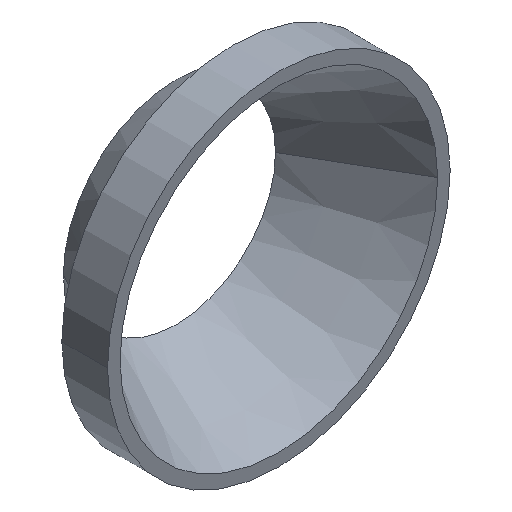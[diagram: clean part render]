
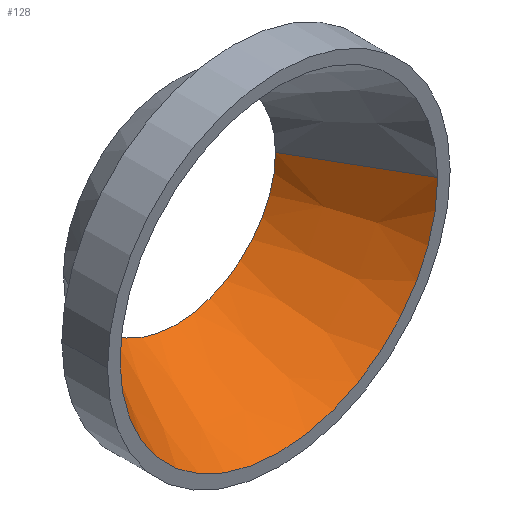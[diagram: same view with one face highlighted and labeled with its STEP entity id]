
A CAD part, isometric view. The second image highlights one B-rep face of the part: STEP entity #128.
In plain terms, the highlighted conical face has half-angle 30 degrees and reference radius 5.774 mm.
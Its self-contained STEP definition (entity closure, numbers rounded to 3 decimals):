
#21=CARTESIAN_POINT('POINT3',(-69.524,0.,0.))
   ;
#22=VERTEX_POINT('VERTEX3',#21);
#23=CARTESIAN_POINT('POINT4',(69.524,0.,0.));
#24=VERTEX_POINT('VERTEX4',#23);
#32=CARTESIAN_POINT('POS4',(0.,0.,0.));
#33=DIRECTION('DIR7',(0.,1.,0.));
#34=DIRECTION('DIR8',(1.,0.,0.));
#35=AXIS2_PLACEMENT_3D('AXIS4',#32,#33,#34);
#36=CIRCLE('ELLIPSE4',#35,69.524);
#37=EDGE_CURVE('EDGE4',#24,#22,#36,.T.);
#97=CARTESIAN_POINT('POINT7',(43.543,45.,0.));
#98=VERTEX_POINT('VERTEX7',#97);
#99=CARTESIAN_POINT('POS12',(69.524,0.
   ,0.));
#100=DIRECTION('DIR21',(-0.5,0.866,
   0.));
#101=VECTOR('VEC3',#100,10.);
#102=LINE('STRAIGHT3',#99,#101);
#103=EDGE_CURVE('EDGE9',#24,#98,#102,.T.);
#104=ORIENTED_EDGE('COEDGE13',*,*,#103,.T.);
#105=CARTESIAN_POINT('POINT8',(-43.543,45.,0.)
   );
#106=VERTEX_POINT('VERTEX8',#105);
#107=CARTESIAN_POINT('POS13',(0.,45.,0.));
#108=DIRECTION('DIR22',(0.,1.,0.));
#109=DIRECTION('DIR23',(1.,0.,0.));
#110=AXIS2_PLACEMENT_3D('AXIS10',#107,#108,#109);
#111=CIRCLE('ELLIPSE7',#110,43.543);
#112=EDGE_CURVE('EDGE10',#98,#106,#111,.T.);
#113=ORIENTED_EDGE('COEDGE14',*,*,#112,.T.);
#114=CARTESIAN_POINT('POS14',(-69.524,
   0.,0.));
#115=DIRECTION('DIR24',(0.5,0.866,
   0.));
#116=VECTOR('VEC4',#115,10.);
#117=LINE('STRAIGHT4',#114,#116);
#118=EDGE_CURVE('EDGE11',#22,#106,#117,.T.);
#119=ORIENTED_EDGE('COEDGE15',*,*,#118,.F.);
#120=ORIENTED_EDGE('COEDGE16',*,*,#37,.F.);
#121=EDGE_LOOP('NONE',(#104,#113,#119,#120));
#122=FACE_BOUND('LOOP1',#121,.T.);
#123=CARTESIAN_POINT('POS15',(0.,110.418,0.));
#124=DIRECTION('DIR25',(0.,-1.,0.));
#125=DIRECTION('DIR26',(1.,0.,0.));
#126=AXIS2_PLACEMENT_3D('AXIS11',#123,#124,#125);
#127=CONICAL_SURFACE('CONE_SURF3',#126,5.774,
   0.524);
#128=ADVANCED_FACE('FACE4',(#122),#127,.F.);
